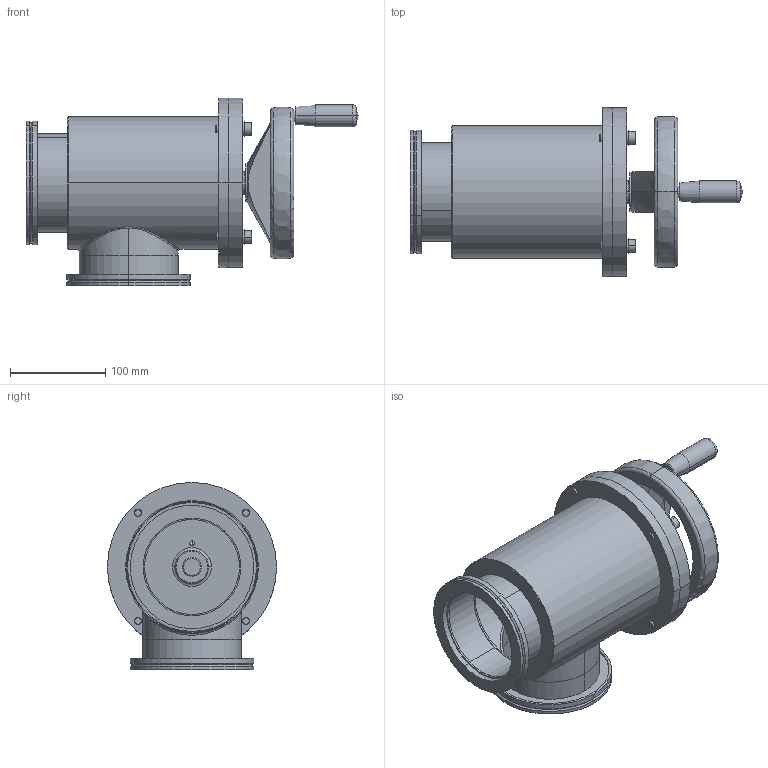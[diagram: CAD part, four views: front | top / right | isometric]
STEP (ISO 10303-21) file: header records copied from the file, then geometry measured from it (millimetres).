
FILE_DESCRIPTION (( 'STEP AP214' ), '1' );
FILE_NAME ('320VEM100.step', '2017-07-10T10:12:34', ( 'install' ), ( '' ), 'SwSTEP 2.0', 'SolidWorks 2015', '' );
FILE_SCHEMA (( 'AUTOMOTIVE_DESIGN' ));
Length unit declared in the file: millimetre
Products named in the file (1): 320VEM100
Bounding box: 349.42 x 178 x 197 mm (x, y, z)
Volume: 1096871.6 mm3; surface area: 412778.6 mm2
Topology: 23 solids, 23 shells, 425 faces, 957 edges, 603 vertices
Faces by surface type: cylinder 191, plane 134, torus 47, cone 47, bspline 4, sphere 2
Entity records: 18029 total; most frequent: CARTESIAN_POINT 4030, DIRECTION 2212, ORIENTED_EDGE 1890, EDGE_CURVE 945, AXIS2_PLACEMENT_3D 931, VERTEX_POINT 603, EDGE_LOOP 518, CIRCLE 509
